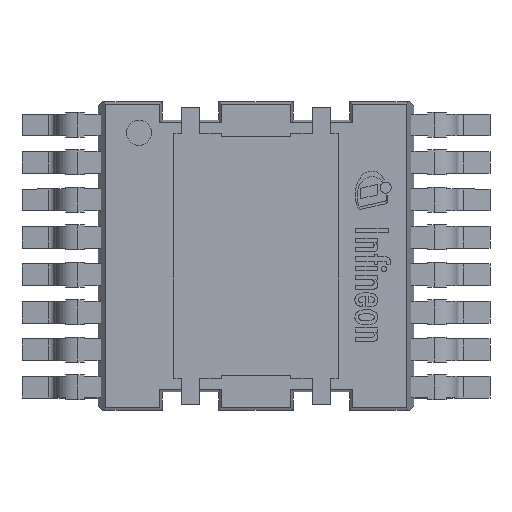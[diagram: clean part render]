
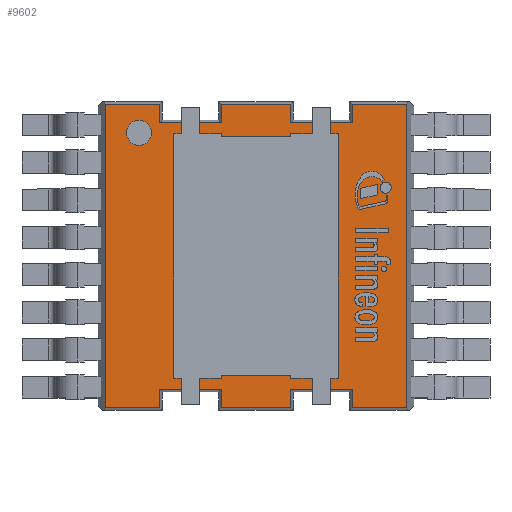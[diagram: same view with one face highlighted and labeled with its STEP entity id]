
A CAD part, top view. The second image highlights one B-rep face of the part: STEP entity #9602.
In plain terms, the highlighted planar face has unit normal (0, 0, 1).
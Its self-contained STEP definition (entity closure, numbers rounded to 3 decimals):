
#73=FACE_BOUND('',#1187,.T.);
#181=PLANE('',#10187);
#640=FACE_OUTER_BOUND('',#1186,.T.);
#1186=EDGE_LOOP('',(#6873,#6874,#6875,#6876,#6877,#6878,#6879,#6880,#6881,
#6882,#6883,#6884,#6885,#6886,#6887,#6888,#6889,#6890,#6891,#6892));
#1187=EDGE_LOOP('',(#6893));
#1810=LINE('',#13785,#2992);
#1814=LINE('',#13792,#2996);
#1823=LINE('',#13810,#3005);
#1824=LINE('',#13812,#3006);
#1825=LINE('',#13814,#3007);
#1826=LINE('',#13816,#3008);
#1827=LINE('',#13818,#3009);
#1828=LINE('',#13820,#3010);
#1829=LINE('',#13822,#3011);
#1830=LINE('',#13824,#3012);
#1831=LINE('',#13826,#3013);
#1832=LINE('',#13828,#3014);
#1833=LINE('',#13830,#3015);
#1834=LINE('',#13831,#3016);
#1835=LINE('',#13833,#3017);
#1836=LINE('',#13835,#3018);
#1837=LINE('',#13837,#3019);
#1838=LINE('',#13839,#3020);
#1839=LINE('',#13841,#3021);
#1840=LINE('',#13842,#3022);
#2992=VECTOR('',#11088,1000.);
#2996=VECTOR('',#11094,1000.);
#3005=VECTOR('',#11109,1000.);
#3006=VECTOR('',#11110,1000.);
#3007=VECTOR('',#11111,1000.);
#3008=VECTOR('',#11112,1000.);
#3009=VECTOR('',#11113,1000.);
#3010=VECTOR('',#11114,1000.);
#3011=VECTOR('',#11115,1000.);
#3012=VECTOR('',#11116,1000.);
#3013=VECTOR('',#11117,1000.);
#3014=VECTOR('',#11118,1000.);
#3015=VECTOR('',#11119,1000.);
#3016=VECTOR('',#11120,1000.);
#3017=VECTOR('',#11121,1000.);
#3018=VECTOR('',#11122,1000.);
#3019=VECTOR('',#11123,1000.);
#3020=VECTOR('',#11124,1000.);
#3021=VECTOR('',#11125,1000.);
#3022=VECTOR('',#11126,1000.);
#4063=CIRCLE('',#10178,0.4);
#4326=VERTEX_POINT('',#13716);
#4355=VERTEX_POINT('',#13783);
#4356=VERTEX_POINT('',#13784);
#4357=VERTEX_POINT('',#13789);
#4358=VERTEX_POINT('',#13791);
#4364=VERTEX_POINT('',#13809);
#4365=VERTEX_POINT('',#13811);
#4366=VERTEX_POINT('',#13813);
#4367=VERTEX_POINT('',#13815);
#4368=VERTEX_POINT('',#13817);
#4369=VERTEX_POINT('',#13819);
#4370=VERTEX_POINT('',#13821);
#4371=VERTEX_POINT('',#13823);
#4372=VERTEX_POINT('',#13825);
#4373=VERTEX_POINT('',#13827);
#4374=VERTEX_POINT('',#13829);
#4375=VERTEX_POINT('',#13832);
#4376=VERTEX_POINT('',#13834);
#4377=VERTEX_POINT('',#13836);
#4378=VERTEX_POINT('',#13838);
#4379=VERTEX_POINT('',#13840);
#5303=EDGE_CURVE('',#4326,#4326,#4063,.T.);
#5335=EDGE_CURVE('',#4355,#4356,#1810,.T.);
#5339=EDGE_CURVE('',#4358,#4357,#1814,.T.);
#5348=EDGE_CURVE('',#4364,#4355,#1823,.T.);
#5349=EDGE_CURVE('',#4356,#4365,#1824,.T.);
#5350=EDGE_CURVE('',#4366,#4365,#1825,.T.);
#5351=EDGE_CURVE('',#4367,#4366,#1826,.T.);
#5352=EDGE_CURVE('',#4368,#4367,#1827,.T.);
#5353=EDGE_CURVE('',#4369,#4368,#1828,.T.);
#5354=EDGE_CURVE('',#4370,#4369,#1829,.T.);
#5355=EDGE_CURVE('',#4371,#4370,#1830,.T.);
#5356=EDGE_CURVE('',#4372,#4371,#1831,.T.);
#5357=EDGE_CURVE('',#4373,#4372,#1832,.T.);
#5358=EDGE_CURVE('',#4374,#4373,#1833,.T.);
#5359=EDGE_CURVE('',#4358,#4374,#1834,.T.);
#5360=EDGE_CURVE('',#4357,#4375,#1835,.T.);
#5361=EDGE_CURVE('',#4375,#4376,#1836,.T.);
#5362=EDGE_CURVE('',#4376,#4377,#1837,.T.);
#5363=EDGE_CURVE('',#4377,#4378,#1838,.T.);
#5364=EDGE_CURVE('',#4378,#4379,#1839,.T.);
#5365=EDGE_CURVE('',#4379,#4364,#1840,.T.);
#6873=ORIENTED_EDGE('',*,*,#5348,.T.);
#6874=ORIENTED_EDGE('',*,*,#5335,.T.);
#6875=ORIENTED_EDGE('',*,*,#5349,.T.);
#6876=ORIENTED_EDGE('',*,*,#5350,.F.);
#6877=ORIENTED_EDGE('',*,*,#5351,.F.);
#6878=ORIENTED_EDGE('',*,*,#5352,.F.);
#6879=ORIENTED_EDGE('',*,*,#5353,.F.);
#6880=ORIENTED_EDGE('',*,*,#5354,.F.);
#6881=ORIENTED_EDGE('',*,*,#5355,.F.);
#6882=ORIENTED_EDGE('',*,*,#5356,.F.);
#6883=ORIENTED_EDGE('',*,*,#5357,.F.);
#6884=ORIENTED_EDGE('',*,*,#5358,.F.);
#6885=ORIENTED_EDGE('',*,*,#5359,.F.);
#6886=ORIENTED_EDGE('',*,*,#5339,.T.);
#6887=ORIENTED_EDGE('',*,*,#5360,.T.);
#6888=ORIENTED_EDGE('',*,*,#5361,.T.);
#6889=ORIENTED_EDGE('',*,*,#5362,.T.);
#6890=ORIENTED_EDGE('',*,*,#5363,.T.);
#6891=ORIENTED_EDGE('',*,*,#5364,.T.);
#6892=ORIENTED_EDGE('',*,*,#5365,.T.);
#6893=ORIENTED_EDGE('',*,*,#5303,.F.);
#9602=ADVANCED_FACE('',(#640,#73),#181,.T.);
#10178=AXIS2_PLACEMENT_3D('',#13718,#11045,#11046);
#10187=AXIS2_PLACEMENT_3D('',#13808,#11107,#11108);
#11045=DIRECTION('center_axis',(0.,0.,1.));
#11046=DIRECTION('ref_axis',(0.,-1.,0.));
#11088=DIRECTION('',(1.,0.,0.));
#11094=DIRECTION('',(1.,0.,0.));
#11107=DIRECTION('center_axis',(0.,0.,1.));
#11108=DIRECTION('ref_axis',(0.,-1.,0.));
#11109=DIRECTION('',(0.,-1.,0.));
#11110=DIRECTION('',(0.,1.,0.));
#11111=DIRECTION('',(1.,0.,0.));
#11112=DIRECTION('',(0.,1.,0.));
#11113=DIRECTION('',(1.,0.,0.));
#11114=DIRECTION('',(0.,-1.,0.));
#11115=DIRECTION('',(1.,0.,0.));
#11116=DIRECTION('',(0.,1.,0.));
#11117=DIRECTION('',(1.,0.,0.));
#11118=DIRECTION('',(0.,-1.,0.));
#11119=DIRECTION('',(1.,0.,0.));
#11120=DIRECTION('',(0.,1.,0.));
#11121=DIRECTION('',(0.,1.,0.));
#11122=DIRECTION('',(1.,0.,0.));
#11123=DIRECTION('',(0.,-1.,0.));
#11124=DIRECTION('',(1.,0.,0.));
#11125=DIRECTION('',(0.,1.,0.));
#11126=DIRECTION('',(1.,0.,0.));
#13716=CARTESIAN_POINT('',(-3.75,4.35,2.48));
#13718=CARTESIAN_POINT('Origin',(-3.75,3.95,2.48));
#13783=CARTESIAN_POINT('',(3.085,-4.865,2.48));
#13784=CARTESIAN_POINT('',(4.823,-4.865,2.48));
#13785=CARTESIAN_POINT('',(-5.05,-4.865,2.48));
#13789=CARTESIAN_POINT('',(-3.085,-4.865,2.48));
#13791=CARTESIAN_POINT('',(-4.823,-4.865,2.48));
#13792=CARTESIAN_POINT('',(-5.05,-4.865,2.48));
#13808=CARTESIAN_POINT('Origin',(0.,0.,2.48));
#13809=CARTESIAN_POINT('',(3.085,-4.265,2.48));
#13810=CARTESIAN_POINT('',(3.085,-4.95,2.48));
#13811=CARTESIAN_POINT('',(4.823,4.865,2.48));
#13812=CARTESIAN_POINT('',(4.823,-4.95,2.48));
#13813=CARTESIAN_POINT('',(3.085,4.865,2.48));
#13814=CARTESIAN_POINT('',(-5.05,4.865,2.48));
#13815=CARTESIAN_POINT('',(3.085,4.265,2.48));
#13816=CARTESIAN_POINT('',(3.085,4.95,2.48));
#13817=CARTESIAN_POINT('',(1.115,4.265,2.48));
#13818=CARTESIAN_POINT('',(3.,4.265,2.48));
#13819=CARTESIAN_POINT('',(1.115,4.865,2.48));
#13820=CARTESIAN_POINT('',(1.115,4.95,2.48));
#13821=CARTESIAN_POINT('',(-1.115,4.865,2.48));
#13822=CARTESIAN_POINT('',(-5.05,4.865,2.48));
#13823=CARTESIAN_POINT('',(-1.115,4.265,2.48));
#13824=CARTESIAN_POINT('',(-1.115,4.95,2.48));
#13825=CARTESIAN_POINT('',(-3.085,4.265,2.48));
#13826=CARTESIAN_POINT('',(-3.,4.265,2.48));
#13827=CARTESIAN_POINT('',(-3.085,4.865,2.48));
#13828=CARTESIAN_POINT('',(-3.085,4.95,2.48));
#13829=CARTESIAN_POINT('',(-4.823,4.865,2.48));
#13830=CARTESIAN_POINT('',(-5.05,4.865,2.48));
#13831=CARTESIAN_POINT('',(-4.823,-4.95,2.48));
#13832=CARTESIAN_POINT('',(-3.085,-4.265,2.48));
#13833=CARTESIAN_POINT('',(-3.085,-4.95,2.48));
#13834=CARTESIAN_POINT('',(-1.115,-4.265,2.48));
#13835=CARTESIAN_POINT('',(-3.,-4.265,2.48));
#13836=CARTESIAN_POINT('',(-1.115,-4.865,2.48));
#13837=CARTESIAN_POINT('',(-1.115,-4.95,2.48));
#13838=CARTESIAN_POINT('',(1.115,-4.865,2.48));
#13839=CARTESIAN_POINT('',(-5.05,-4.865,2.48));
#13840=CARTESIAN_POINT('',(1.115,-4.265,2.48));
#13841=CARTESIAN_POINT('',(1.115,-4.95,2.48));
#13842=CARTESIAN_POINT('',(3.,-4.265,2.48));
